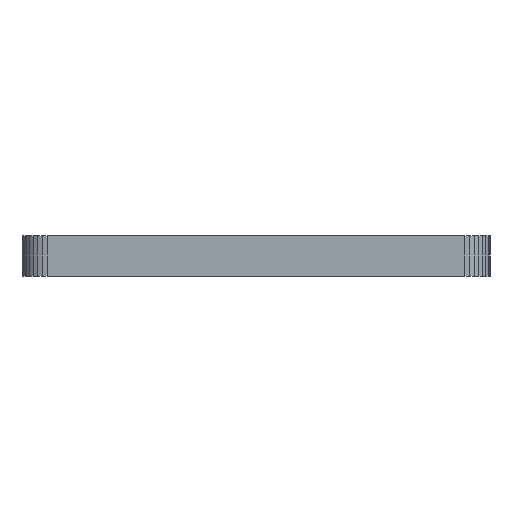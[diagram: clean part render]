
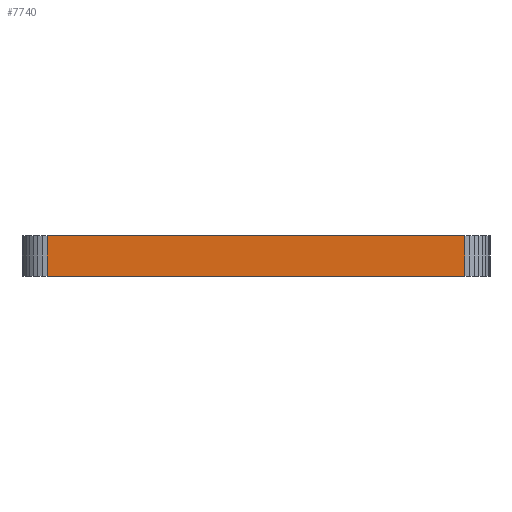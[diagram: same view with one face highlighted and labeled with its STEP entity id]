
A CAD part, left-side view. The second image highlights one B-rep face of the part: STEP entity #7740.
In plain terms, the highlighted planar face has unit normal (-1, 0, 0).
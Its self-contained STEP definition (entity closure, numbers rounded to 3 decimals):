
#90 = PLANE('',#91);
#91 = AXIS2_PLACEMENT_3D('',#92,#93,#94);
#92 = CARTESIAN_POINT('',(105.129,-69.206,1.6));
#93 = DIRECTION('',(-0.,-0.,-1.));
#94 = DIRECTION('',(-1.,0.,0.));
#144 = PLANE('',#145);
#145 = AXIS2_PLACEMENT_3D('',#146,#147,#148);
#146 = CARTESIAN_POINT('',(105.129,-69.206,0.));
#147 = DIRECTION('',(-0.,-0.,-1.));
#148 = DIRECTION('',(-1.,0.,0.));
#925 = VERTEX_POINT('',#926);
#926 = CARTESIAN_POINT('',(93.885,-77.524,0.));
#940 = PLANE('',#941);
#941 = AXIS2_PLACEMENT_3D('',#942,#943,#944);
#942 = CARTESIAN_POINT('',(93.904,-77.719,0.));
#943 = DIRECTION('',(-0.995,-0.098,0.));
#944 = DIRECTION('',(-0.098,0.995,0.));
#952 = EDGE_CURVE('',#925,#953,#955,.T.);
#953 = VERTEX_POINT('',#954);
#954 = CARTESIAN_POINT('',(93.885,-60.888,0.));
#955 = SURFACE_CURVE('',#956,(#960,#967),.PCURVE_S1.);
#956 = LINE('',#957,#958);
#957 = CARTESIAN_POINT('',(93.885,-77.524,0.));
#958 = VECTOR('',#959,1.);
#959 = DIRECTION('',(0.,1.,0.));
#960 = PCURVE('',#144,#961);
#961 = DEFINITIONAL_REPRESENTATION('',(#962),#966);
#962 = LINE('',#963,#964);
#963 = CARTESIAN_POINT('',(11.244,-8.318));
#964 = VECTOR('',#965,1.);
#965 = DIRECTION('',(0.,1.));
#966 = ( GEOMETRIC_REPRESENTATION_CONTEXT(2) 
PARAMETRIC_REPRESENTATION_CONTEXT() REPRESENTATION_CONTEXT('2D SPACE',''
  ) );
#967 = PCURVE('',#968,#973);
#968 = PLANE('',#969);
#969 = AXIS2_PLACEMENT_3D('',#970,#971,#972);
#970 = CARTESIAN_POINT('',(93.885,-77.524,0.));
#971 = DIRECTION('',(-1.,0.,0.));
#972 = DIRECTION('',(0.,1.,0.));
#973 = DEFINITIONAL_REPRESENTATION('',(#974),#978);
#974 = LINE('',#975,#976);
#975 = CARTESIAN_POINT('',(0.,0.));
#976 = VECTOR('',#977,1.);
#977 = DIRECTION('',(1.,0.));
#978 = ( GEOMETRIC_REPRESENTATION_CONTEXT(2) 
PARAMETRIC_REPRESENTATION_CONTEXT() REPRESENTATION_CONTEXT('2D SPACE',''
  ) );
#996 = PLANE('',#997);
#997 = AXIS2_PLACEMENT_3D('',#998,#999,#1000);
#998 = CARTESIAN_POINT('',(93.885,-60.888,0.));
#999 = DIRECTION('',(-0.995,0.098,0.));
#1000 = DIRECTION('',(0.098,0.995,0.));
#4616 = VERTEX_POINT('',#4617);
#4617 = CARTESIAN_POINT('',(93.885,-77.524,1.6));
#4638 = EDGE_CURVE('',#4616,#4639,#4641,.T.);
#4639 = VERTEX_POINT('',#4640);
#4640 = CARTESIAN_POINT('',(93.885,-60.888,1.6));
#4641 = SURFACE_CURVE('',#4642,(#4646,#4653),.PCURVE_S1.);
#4642 = LINE('',#4643,#4644);
#4643 = CARTESIAN_POINT('',(93.885,-77.524,1.6));
#4644 = VECTOR('',#4645,1.);
#4645 = DIRECTION('',(0.,1.,0.));
#4646 = PCURVE('',#90,#4647);
#4647 = DEFINITIONAL_REPRESENTATION('',(#4648),#4652);
#4648 = LINE('',#4649,#4650);
#4649 = CARTESIAN_POINT('',(11.244,-8.318));
#4650 = VECTOR('',#4651,1.);
#4651 = DIRECTION('',(0.,1.));
#4652 = ( GEOMETRIC_REPRESENTATION_CONTEXT(2) 
PARAMETRIC_REPRESENTATION_CONTEXT() REPRESENTATION_CONTEXT('2D SPACE',''
  ) );
#4653 = PCURVE('',#968,#4654);
#4654 = DEFINITIONAL_REPRESENTATION('',(#4655),#4659);
#4655 = LINE('',#4656,#4657);
#4656 = CARTESIAN_POINT('',(0.,-1.6));
#4657 = VECTOR('',#4658,1.);
#4658 = DIRECTION('',(1.,0.));
#4659 = ( GEOMETRIC_REPRESENTATION_CONTEXT(2) 
PARAMETRIC_REPRESENTATION_CONTEXT() REPRESENTATION_CONTEXT('2D SPACE',''
  ) );
#7690 = EDGE_CURVE('',#953,#4639,#7691,.T.);
#7691 = SURFACE_CURVE('',#7692,(#7696,#7703),.PCURVE_S1.);
#7692 = LINE('',#7693,#7694);
#7693 = CARTESIAN_POINT('',(93.885,-60.888,0.));
#7694 = VECTOR('',#7695,1.);
#7695 = DIRECTION('',(0.,0.,1.));
#7696 = PCURVE('',#996,#7697);
#7697 = DEFINITIONAL_REPRESENTATION('',(#7698),#7702);
#7698 = LINE('',#7699,#7700);
#7699 = CARTESIAN_POINT('',(0.,0.));
#7700 = VECTOR('',#7701,1.);
#7701 = DIRECTION('',(0.,-1.));
#7702 = ( GEOMETRIC_REPRESENTATION_CONTEXT(2) 
PARAMETRIC_REPRESENTATION_CONTEXT() REPRESENTATION_CONTEXT('2D SPACE',''
  ) );
#7703 = PCURVE('',#968,#7704);
#7704 = DEFINITIONAL_REPRESENTATION('',(#7705),#7709);
#7705 = LINE('',#7706,#7707);
#7706 = CARTESIAN_POINT('',(16.636,0.));
#7707 = VECTOR('',#7708,1.);
#7708 = DIRECTION('',(0.,-1.));
#7709 = ( GEOMETRIC_REPRESENTATION_CONTEXT(2) 
PARAMETRIC_REPRESENTATION_CONTEXT() REPRESENTATION_CONTEXT('2D SPACE',''
  ) );
#7740 = ADVANCED_FACE('',(#7741),#968,.T.);
#7741 = FACE_BOUND('',#7742,.T.);
#7742 = EDGE_LOOP('',(#7743,#7764,#7765,#7766));
#7743 = ORIENTED_EDGE('',*,*,#7744,.T.);
#7744 = EDGE_CURVE('',#925,#4616,#7745,.T.);
#7745 = SURFACE_CURVE('',#7746,(#7750,#7757),.PCURVE_S1.);
#7746 = LINE('',#7747,#7748);
#7747 = CARTESIAN_POINT('',(93.885,-77.524,0.));
#7748 = VECTOR('',#7749,1.);
#7749 = DIRECTION('',(0.,0.,1.));
#7750 = PCURVE('',#968,#7751);
#7751 = DEFINITIONAL_REPRESENTATION('',(#7752),#7756);
#7752 = LINE('',#7753,#7754);
#7753 = CARTESIAN_POINT('',(0.,0.));
#7754 = VECTOR('',#7755,1.);
#7755 = DIRECTION('',(0.,-1.));
#7756 = ( GEOMETRIC_REPRESENTATION_CONTEXT(2) 
PARAMETRIC_REPRESENTATION_CONTEXT() REPRESENTATION_CONTEXT('2D SPACE',''
  ) );
#7757 = PCURVE('',#940,#7758);
#7758 = DEFINITIONAL_REPRESENTATION('',(#7759),#7763);
#7759 = LINE('',#7760,#7761);
#7760 = CARTESIAN_POINT('',(0.196,0.));
#7761 = VECTOR('',#7762,1.);
#7762 = DIRECTION('',(0.,-1.));
#7763 = ( GEOMETRIC_REPRESENTATION_CONTEXT(2) 
PARAMETRIC_REPRESENTATION_CONTEXT() REPRESENTATION_CONTEXT('2D SPACE',''
  ) );
#7764 = ORIENTED_EDGE('',*,*,#4638,.T.);
#7765 = ORIENTED_EDGE('',*,*,#7690,.F.);
#7766 = ORIENTED_EDGE('',*,*,#952,.F.);
